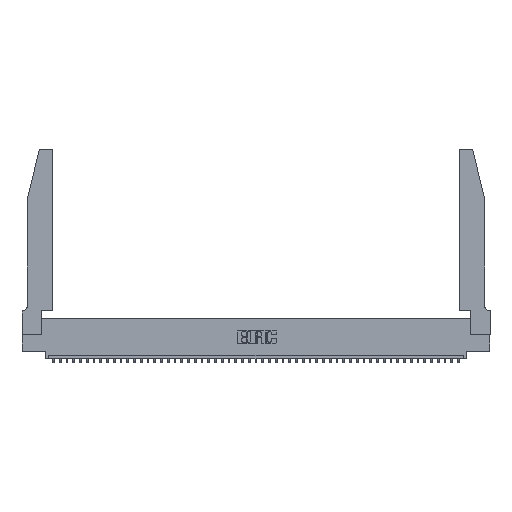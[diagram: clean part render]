
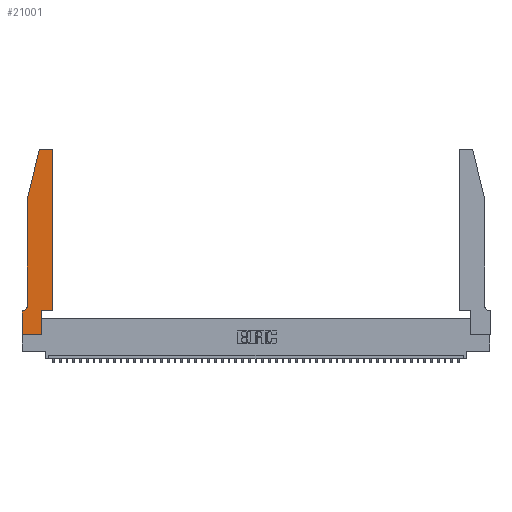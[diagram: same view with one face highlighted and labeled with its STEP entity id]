
A CAD part, top view. The second image highlights one B-rep face of the part: STEP entity #21001.
In plain terms, the highlighted planar face has unit normal (0, 0, 1).
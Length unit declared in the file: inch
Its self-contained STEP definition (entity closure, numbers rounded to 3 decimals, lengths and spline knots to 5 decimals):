
#106 = CIRCLE ( 'NONE', #40886, 0.03 ) ;
#240 = CARTESIAN_POINT ( 'NONE',  ( 0.25487, 2.72718, 0.37 ) ) ;
#1559 = EDGE_CURVE ( 'NONE', #6679, #39405, #106, .T. ) ;
#1769 = AXIS2_PLACEMENT_3D ( 'NONE', #19958, #45725, #46064 ) ;
#1787 = VECTOR ( 'NONE', #10974, 39.37008 ) ;
#1960 = DIRECTION ( 'NONE',  ( -1., 0., 0. ) ) ;
#2254 = DIRECTION ( 'NONE',  ( 1., 0., 0. ) ) ;
#2448 = LINE ( 'NONE', #24926, #43814 ) ;
#2808 = CARTESIAN_POINT ( 'NONE',  ( 0.4505, 2.72, 0.37 ) ) ;
#3039 = LINE ( 'NONE', #9645, #25739 ) ;
#3833 = EDGE_CURVE ( 'NONE', #32156, #35533, #36250, .T. ) ;
#4220 = CARTESIAN_POINT ( 'NONE',  ( 0.4205, 2.75, 0.37 ) ) ;
#5037 = DIRECTION ( 'NONE',  ( 0., 0., -1. ) ) ;
#5051 = CIRCLE ( 'NONE', #9845, 0.03 ) ;
#6360 = CARTESIAN_POINT ( 'NONE',  ( 0., 0., 0.37 ) ) ;
#6679 = VERTEX_POINT ( 'NONE', #32910 ) ;
#6886 = ORIENTED_EDGE ( 'NONE', *, *, #38362, .T. ) ;
#7742 = VERTEX_POINT ( 'NONE', #41527 ) ;
#8890 = VECTOR ( 'NONE', #29328, 39.37008 ) ;
#9564 = CARTESIAN_POINT ( 'NONE',  ( 0.4505, 0.35, 0.37 ) ) ;
#9634 = CARTESIAN_POINT ( 'NONE',  ( 0.0055, 0.35, 0.37 ) ) ;
#9645 = CARTESIAN_POINT ( 'NONE',  ( 0., 0., 0.37 ) ) ;
#9845 = AXIS2_PLACEMENT_3D ( 'NONE', #44230, #16426, #15283 ) ;
#10712 = FACE_OUTER_BOUND ( 'NONE', #26441, .T. ) ;
#10974 = DIRECTION ( 'NONE',  ( -0.239, -0.971, 0. ) ) ;
#11750 = DIRECTION ( 'NONE',  ( 0., -1., 0. ) ) ;
#11978 = EDGE_CURVE ( 'NONE', #43722, #14670, #35760, .T. ) ;
#12481 = VERTEX_POINT ( 'NONE', #48035 ) ;
#12632 = VERTEX_POINT ( 'NONE', #34481 ) ;
#13339 = EDGE_CURVE ( 'NONE', #35533, #32479, #17504, .T. ) ;
#14670 = VERTEX_POINT ( 'NONE', #23918 ) ;
#15283 = DIRECTION ( 'NONE',  ( 1., 0., 0. ) ) ;
#16345 = CARTESIAN_POINT ( 'NONE',  ( 0.0755, 0.42, 0.37 ) ) ;
#16426 = DIRECTION ( 'NONE',  ( 0., 0., 1. ) ) ;
#16649 = DIRECTION ( 'NONE',  ( 0., 1., 0. ) ) ;
#17504 = LINE ( 'NONE', #41909, #30326 ) ;
#18221 = VECTOR ( 'NONE', #2254, 39.37008 ) ;
#19052 = EDGE_CURVE ( 'NONE', #33505, #32489, #5051, .T. ) ;
#19958 = CARTESIAN_POINT ( 'NONE',  ( 0., 0.35, 0.37 ) ) ;
#20091 = CARTESIAN_POINT ( 'NONE',  ( 0.284, 2.72, 0.37 ) ) ;
#20489 = DIRECTION ( 'NONE',  ( -1., 0., 0. ) ) ;
#20849 = CARTESIAN_POINT ( 'NONE',  ( 0.2865, 0.35, 0.37 ) ) ;
#21001 = ADVANCED_FACE ( 'NONE', ( #10712 ), #23525, .T. ) ;
#22317 = ORIENTED_EDGE ( 'NONE', *, *, #31172, .T. ) ;
#22511 = CARTESIAN_POINT ( 'NONE',  ( 0.0755, 2., 0.37 ) ) ;
#22782 = CARTESIAN_POINT ( 'NONE',  ( 0., 0.35, 0.37 ) ) ;
#23387 = ORIENTED_EDGE ( 'NONE', *, *, #45971, .T. ) ;
#23525 = PLANE ( 'NONE',  #1769 ) ;
#23918 = CARTESIAN_POINT ( 'NONE',  ( 0.4505, 0.35, 0.37 ) ) ;
#24926 = CARTESIAN_POINT ( 'NONE',  ( 0.2605, 2.75, 0.37 ) ) ;
#25739 = VECTOR ( 'NONE', #28381, 39.37008 ) ;
#26437 = CARTESIAN_POINT ( 'NONE',  ( 0.0755, 2., 0.37 ) ) ;
#26441 = EDGE_LOOP ( 'NONE', ( #22317, #43938, #34621, #6886, #38631, #44759, #23387, #40298, #36792, #34133, #30570, #40453 ) ) ;
#27781 = DIRECTION ( 'NONE',  ( 1., 0., 0. ) ) ;
#28381 = DIRECTION ( 'NONE',  ( 0., -1., 0. ) ) ;
#28628 = EDGE_CURVE ( 'NONE', #14670, #33505, #43981, .T. ) ;
#29008 = DIRECTION ( 'NONE',  ( -1., 0., 0. ) ) ;
#29328 = DIRECTION ( 'NONE',  ( 1., 0., 0. ) ) ;
#30092 = CARTESIAN_POINT ( 'NONE',  ( 0.4505, 0.35, 0.37 ) ) ;
#30326 = VECTOR ( 'NONE', #20489, 39.37008 ) ;
#30570 = ORIENTED_EDGE ( 'NONE', *, *, #28628, .T. ) ;
#31172 = EDGE_CURVE ( 'NONE', #32489, #6679, #2448, .T. ) ;
#32040 = LINE ( 'NONE', #20849, #34387 ) ;
#32156 = VERTEX_POINT ( 'NONE', #16345 ) ;
#32479 = VERTEX_POINT ( 'NONE', #22782 ) ;
#32489 = VERTEX_POINT ( 'NONE', #4220 ) ;
#32689 = EDGE_CURVE ( 'NONE', #7742, #43722, #32040, .T. ) ;
#32910 = CARTESIAN_POINT ( 'NONE',  ( 0.284, 2.75, 0.37 ) ) ;
#33505 = VERTEX_POINT ( 'NONE', #2808 ) ;
#34025 = VECTOR ( 'NONE', #45393, 39.37008 ) ;
#34133 = ORIENTED_EDGE ( 'NONE', *, *, #11978, .T. ) ;
#34387 = VECTOR ( 'NONE', #16649, 39.37008 ) ;
#34481 = CARTESIAN_POINT ( 'NONE',  ( 0., 0., 0.37 ) ) ;
#34621 = ORIENTED_EDGE ( 'NONE', *, *, #36621, .T. ) ;
#35370 = CARTESIAN_POINT ( 'NONE',  ( 0.0055, 0.42, 0.37 ) ) ;
#35533 = VERTEX_POINT ( 'NONE', #9634 ) ;
#35760 = LINE ( 'NONE', #9564, #18221 ) ;
#36250 = CIRCLE ( 'NONE', #36264, 0.07 ) ;
#36264 = AXIS2_PLACEMENT_3D ( 'NONE', #35370, #5037, #1960 ) ;
#36621 = EDGE_CURVE ( 'NONE', #39405, #12481, #42605, .T. ) ;
#36792 = ORIENTED_EDGE ( 'NONE', *, *, #32689, .T. ) ;
#37443 = LINE ( 'NONE', #6360, #8890 ) ;
#38207 = CARTESIAN_POINT ( 'NONE',  ( 0.2865, 0.35, 0.37 ) ) ;
#38362 = EDGE_CURVE ( 'NONE', #12481, #32156, #38855, .T. ) ;
#38631 = ORIENTED_EDGE ( 'NONE', *, *, #3833, .T. ) ;
#38855 = LINE ( 'NONE', #26437, #47081 ) ;
#39405 = VERTEX_POINT ( 'NONE', #240 ) ;
#40298 = ORIENTED_EDGE ( 'NONE', *, *, #41029, .T. ) ;
#40453 = ORIENTED_EDGE ( 'NONE', *, *, #19052, .T. ) ;
#40886 = AXIS2_PLACEMENT_3D ( 'NONE', #20091, #42953, #27781 ) ;
#41029 = EDGE_CURVE ( 'NONE', #12632, #7742, #37443, .T. ) ;
#41527 = CARTESIAN_POINT ( 'NONE',  ( 0.2865, 0., 0.37 ) ) ;
#41909 = CARTESIAN_POINT ( 'NONE',  ( 0.0755, 0.35, 0.37 ) ) ;
#42605 = LINE ( 'NONE', #22511, #1787 ) ;
#42953 = DIRECTION ( 'NONE',  ( 0., 0., 1. ) ) ;
#43722 = VERTEX_POINT ( 'NONE', #38207 ) ;
#43814 = VECTOR ( 'NONE', #29008, 39.37008 ) ;
#43938 = ORIENTED_EDGE ( 'NONE', *, *, #1559, .T. ) ;
#43981 = LINE ( 'NONE', #30092, #34025 ) ;
#44230 = CARTESIAN_POINT ( 'NONE',  ( 0.4205, 2.72, 0.37 ) ) ;
#44759 = ORIENTED_EDGE ( 'NONE', *, *, #13339, .T. ) ;
#45393 = DIRECTION ( 'NONE',  ( 0., 1., 0. ) ) ;
#45725 = DIRECTION ( 'NONE',  ( 0., 0., 1. ) ) ;
#45971 = EDGE_CURVE ( 'NONE', #32479, #12632, #3039, .T. ) ;
#46064 = DIRECTION ( 'NONE',  ( 1., 0., 0. ) ) ;
#47081 = VECTOR ( 'NONE', #11750, 39.37008 ) ;
#48035 = CARTESIAN_POINT ( 'NONE',  ( 0.0755, 2., 0.37 ) ) ;
